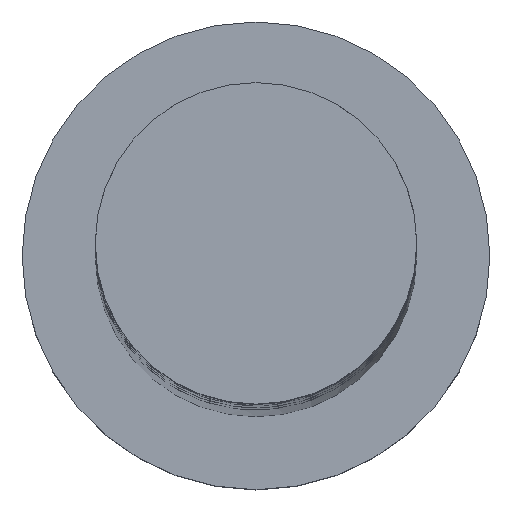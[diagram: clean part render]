
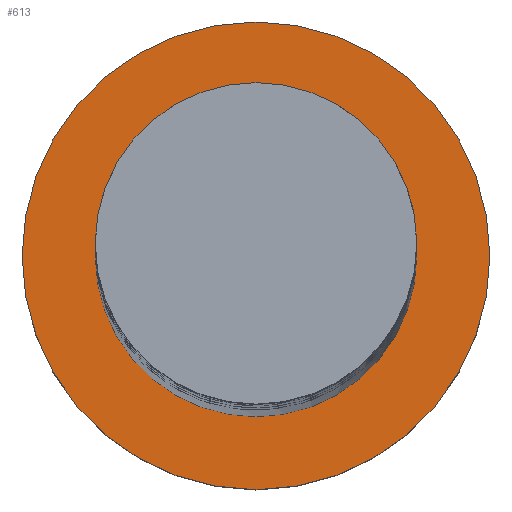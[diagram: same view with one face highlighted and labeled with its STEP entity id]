
A CAD part, top view. The second image highlights one B-rep face of the part: STEP entity #613.
In plain terms, the highlighted planar face has unit normal (0, 0, 1).
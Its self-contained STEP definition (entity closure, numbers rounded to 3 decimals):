
#40 = EDGE_LOOP ( 'NONE', ( #689, #304 ) ) ;
#151 = EDGE_CURVE ( 'NONE', #1188, #179, #964, .T. ) ;
#169 = CIRCLE ( 'NONE', #1211, 5.5 ) ;
#179 = VERTEX_POINT ( 'NONE', #390 ) ;
#262 = EDGE_CURVE ( 'NONE', #1328, #352, #169, .T. ) ;
#295 = CIRCLE ( 'NONE', #1399, 5.5 ) ;
#304 = ORIENTED_EDGE ( 'NONE', *, *, #262, .F. ) ;
#325 = AXIS2_PLACEMENT_3D ( 'NONE', #1531, #944, #1668 ) ;
#352 = VERTEX_POINT ( 'NONE', #1162 ) ;
#385 = CARTESIAN_POINT ( 'NONE',  ( 0., 0., 5. ) ) ;
#390 = CARTESIAN_POINT ( 'NONE',  ( 8., 0., 5. ) ) ;
#459 = FACE_BOUND ( 'NONE', #40, .T. ) ;
#523 = AXIS2_PLACEMENT_3D ( 'NONE', #385, #1214, #840 ) ;
#544 = CARTESIAN_POINT ( 'NONE',  ( 0., 0., 5. ) ) ;
#584 = EDGE_CURVE ( 'NONE', #352, #1328, #295, .T. ) ;
#592 = DIRECTION ( 'NONE',  ( 1., 0., 0. ) ) ;
#613 = ADVANCED_FACE ( 'NONE', ( #459, #1513 ), #658, .T. ) ;
#619 = CARTESIAN_POINT ( 'NONE',  ( -8., 0., 5. ) ) ;
#658 = PLANE ( 'NONE',  #325 ) ;
#670 = EDGE_CURVE ( 'NONE', #179, #1188, #1342, .T. ) ;
#689 = ORIENTED_EDGE ( 'NONE', *, *, #584, .F. ) ;
#708 = EDGE_LOOP ( 'NONE', ( #984, #1434 ) ) ;
#763 = DIRECTION ( 'NONE',  ( 0., 0., 1. ) ) ;
#840 = DIRECTION ( 'NONE',  ( 1., 0., 0. ) ) ;
#844 = DIRECTION ( 'NONE',  ( 0., 0., 1. ) ) ;
#944 = DIRECTION ( 'NONE',  ( 0., 0., 1. ) ) ;
#964 = CIRCLE ( 'NONE', #523, 8. ) ;
#984 = ORIENTED_EDGE ( 'NONE', *, *, #151, .T. ) ;
#1030 = CARTESIAN_POINT ( 'NONE',  ( 0., 0., 5. ) ) ;
#1162 = CARTESIAN_POINT ( 'NONE',  ( -5.5, 0., 5. ) ) ;
#1188 = VERTEX_POINT ( 'NONE', #619 ) ;
#1211 = AXIS2_PLACEMENT_3D ( 'NONE', #1030, #763, #1326 ) ;
#1214 = DIRECTION ( 'NONE',  ( 0., 0., 1. ) ) ;
#1326 = DIRECTION ( 'NONE',  ( 1., 0., 0. ) ) ;
#1328 = VERTEX_POINT ( 'NONE', #1836 ) ;
#1342 = CIRCLE ( 'NONE', #1579, 8. ) ;
#1399 = AXIS2_PLACEMENT_3D ( 'NONE', #1731, #1586, #592 ) ;
#1411 = DIRECTION ( 'NONE',  ( 1., 0., 0. ) ) ;
#1434 = ORIENTED_EDGE ( 'NONE', *, *, #670, .T. ) ;
#1513 = FACE_OUTER_BOUND ( 'NONE', #708, .T. ) ;
#1531 = CARTESIAN_POINT ( 'NONE',  ( 0., 0., 5. ) ) ;
#1579 = AXIS2_PLACEMENT_3D ( 'NONE', #544, #844, #1411 ) ;
#1586 = DIRECTION ( 'NONE',  ( 0., 0., 1. ) ) ;
#1668 = DIRECTION ( 'NONE',  ( 1., 0., 0. ) ) ;
#1731 = CARTESIAN_POINT ( 'NONE',  ( 0., 0., 5. ) ) ;
#1836 = CARTESIAN_POINT ( 'NONE',  ( 5.5, 0., 5. ) ) ;
